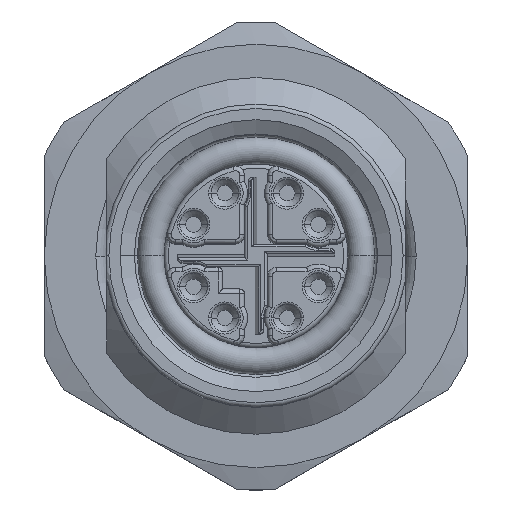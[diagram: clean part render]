
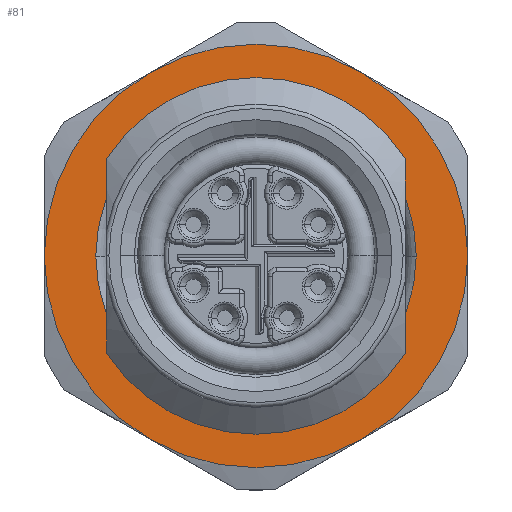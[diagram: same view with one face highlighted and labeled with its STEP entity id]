
A CAD part, top view. The second image highlights one B-rep face of the part: STEP entity #81.
In plain terms, the highlighted planar face has unit normal (0, 0, 1).
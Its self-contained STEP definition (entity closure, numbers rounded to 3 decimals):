
#81 = ADVANCED_FACE ( 'NONE', ( #11038, #8507 ), #7021, .T. ) ;
#880 = EDGE_LOOP ( 'NONE', ( #11843, #10348 ) ) ;
#1179 = EDGE_CURVE ( 'NONE', #6591, #10245, #3644, .T. ) ;
#1777 = CIRCLE ( 'NONE', #8019, 9.5 ) ;
#1822 = ORIENTED_EDGE ( 'NONE', *, *, #12089, .T. ) ;
#1850 = DIRECTION ( 'NONE',  ( 0., 0., 1. ) ) ;
#2004 = CARTESIAN_POINT ( 'NONE',  ( 9.5, 0., 1.62 ) ) ;
#2013 = CARTESIAN_POINT ( 'NONE',  ( 4.75, -8.227, 1.62 ) ) ;
#2035 = EDGE_CURVE ( 'NONE', #10245, #3533, #2846, .T. ) ;
#2104 = CARTESIAN_POINT ( 'NONE',  ( 0., 0., 1.62 ) ) ;
#2145 = ORIENTED_EDGE ( 'NONE', *, *, #14799, .T. ) ;
#2268 = DIRECTION ( 'NONE',  ( 1., 0., 0. ) ) ;
#2321 = CARTESIAN_POINT ( 'NONE',  ( -4.75, -8.227, 1.62 ) ) ;
#2405 = DIRECTION ( 'NONE',  ( 0., 0., -1. ) ) ;
#2433 = VERTEX_POINT ( 'NONE', #15645 ) ;
#2739 = DIRECTION ( 'NONE',  ( 1., 0., 0. ) ) ;
#2846 = CIRCLE ( 'NONE', #14777, 9.5 ) ;
#2952 = DIRECTION ( 'NONE',  ( 1., 0., 0. ) ) ;
#3432 = ORIENTED_EDGE ( 'NONE', *, *, #14748, .T. ) ;
#3533 = VERTEX_POINT ( 'NONE', #13182 ) ;
#3548 = DIRECTION ( 'NONE',  ( 0., 0., 1. ) ) ;
#3644 = CIRCLE ( 'NONE', #14470, 9.5 ) ;
#4102 = CARTESIAN_POINT ( 'NONE',  ( 0., 0., 1.62 ) ) ;
#4443 = EDGE_CURVE ( 'NONE', #15987, #14484, #11609, .T. ) ;
#5413 = CARTESIAN_POINT ( 'NONE',  ( 0., 0., 1.62 ) ) ;
#5492 = DIRECTION ( 'NONE',  ( 0., 0., -1. ) ) ;
#5670 = DIRECTION ( 'NONE',  ( 1., 0., 0. ) ) ;
#5672 = CARTESIAN_POINT ( 'NONE',  ( 0., 0., 1.62 ) ) ;
#5702 = CIRCLE ( 'NONE', #15206, 9.5 ) ;
#5804 = DIRECTION ( 'NONE',  ( 0., 0., 1. ) ) ;
#6591 = VERTEX_POINT ( 'NONE', #2004 ) ;
#6646 = CARTESIAN_POINT ( 'NONE',  ( 0., 0., 1.62 ) ) ;
#7021 = PLANE ( 'NONE',  #10313 ) ;
#7098 = CARTESIAN_POINT ( 'NONE',  ( 0., 0., 1.62 ) ) ;
#7389 = EDGE_CURVE ( 'NONE', #14484, #15987, #11304, .T. ) ;
#8019 = AXIS2_PLACEMENT_3D ( 'NONE', #5672, #12039, #2952 ) ;
#8118 = VERTEX_POINT ( 'NONE', #2013 ) ;
#8473 = VERTEX_POINT ( 'NONE', #2321 ) ;
#8507 = FACE_BOUND ( 'NONE', #880, .T. ) ;
#8619 = DIRECTION ( 'NONE',  ( -1., 0., 0. ) ) ;
#9098 = AXIS2_PLACEMENT_3D ( 'NONE', #5413, #10591, #15861 ) ;
#9267 = DIRECTION ( 'NONE',  ( 0., 0., 1. ) ) ;
#9950 = AXIS2_PLACEMENT_3D ( 'NONE', #7098, #5492, #12278 ) ;
#10119 = CARTESIAN_POINT ( 'NONE',  ( 0., 0., 1.62 ) ) ;
#10245 = VERTEX_POINT ( 'NONE', #10508 ) ;
#10313 = AXIS2_PLACEMENT_3D ( 'NONE', #10675, #1850, #5670 ) ;
#10348 = ORIENTED_EDGE ( 'NONE', *, *, #4443, .T. ) ;
#10508 = CARTESIAN_POINT ( 'NONE',  ( 4.75, 8.227, 1.62 ) ) ;
#10591 = DIRECTION ( 'NONE',  ( 0., 0., 1. ) ) ;
#10675 = CARTESIAN_POINT ( 'NONE',  ( 0., 0., 1.62 ) ) ;
#11038 = FACE_OUTER_BOUND ( 'NONE', #14540, .T. ) ;
#11056 = CARTESIAN_POINT ( 'NONE',  ( -7.188, 0., 1.62 ) ) ;
#11304 = CIRCLE ( 'NONE', #9950, 7.188 ) ;
#11357 = EDGE_CURVE ( 'NONE', #3533, #2433, #5702, .T. ) ;
#11593 = DIRECTION ( 'NONE',  ( 0., 0., 1. ) ) ;
#11609 = CIRCLE ( 'NONE', #14318, 7.188 ) ;
#11755 = DIRECTION ( 'NONE',  ( 1., 0., 0. ) ) ;
#11771 = ORIENTED_EDGE ( 'NONE', *, *, #2035, .T. ) ;
#11843 = ORIENTED_EDGE ( 'NONE', *, *, #7389, .T. ) ;
#12039 = DIRECTION ( 'NONE',  ( 0., 0., 1. ) ) ;
#12089 = EDGE_CURVE ( 'NONE', #2433, #8473, #12504, .T. ) ;
#12278 = DIRECTION ( 'NONE',  ( -1., 0., 0. ) ) ;
#12504 = CIRCLE ( 'NONE', #16315, 9.5 ) ;
#13182 = CARTESIAN_POINT ( 'NONE',  ( -4.75, 8.227, 1.62 ) ) ;
#13442 = CARTESIAN_POINT ( 'NONE',  ( 7.188, 0., 1.62 ) ) ;
#13443 = CIRCLE ( 'NONE', #9098, 9.5 ) ;
#14318 = AXIS2_PLACEMENT_3D ( 'NONE', #10119, #2405, #8619 ) ;
#14470 = AXIS2_PLACEMENT_3D ( 'NONE', #6646, #9267, #2739 ) ;
#14484 = VERTEX_POINT ( 'NONE', #11056 ) ;
#14540 = EDGE_LOOP ( 'NONE', ( #3432, #2145, #14551, #11771, #16544, #1822 ) ) ;
#14551 = ORIENTED_EDGE ( 'NONE', *, *, #1179, .T. ) ;
#14748 = EDGE_CURVE ( 'NONE', #8473, #8118, #13443, .T. ) ;
#14777 = AXIS2_PLACEMENT_3D ( 'NONE', #4102, #11593, #11755 ) ;
#14799 = EDGE_CURVE ( 'NONE', #8118, #6591, #1777, .T. ) ;
#15206 = AXIS2_PLACEMENT_3D ( 'NONE', #16081, #5804, #16258 ) ;
#15645 = CARTESIAN_POINT ( 'NONE',  ( -9.5, 0., 1.62 ) ) ;
#15861 = DIRECTION ( 'NONE',  ( 1., 0., 0. ) ) ;
#15987 = VERTEX_POINT ( 'NONE', #13442 ) ;
#16081 = CARTESIAN_POINT ( 'NONE',  ( 0., 0., 1.62 ) ) ;
#16258 = DIRECTION ( 'NONE',  ( 1., 0., 0. ) ) ;
#16315 = AXIS2_PLACEMENT_3D ( 'NONE', #2104, #3548, #2268 ) ;
#16544 = ORIENTED_EDGE ( 'NONE', *, *, #11357, .T. ) ;
